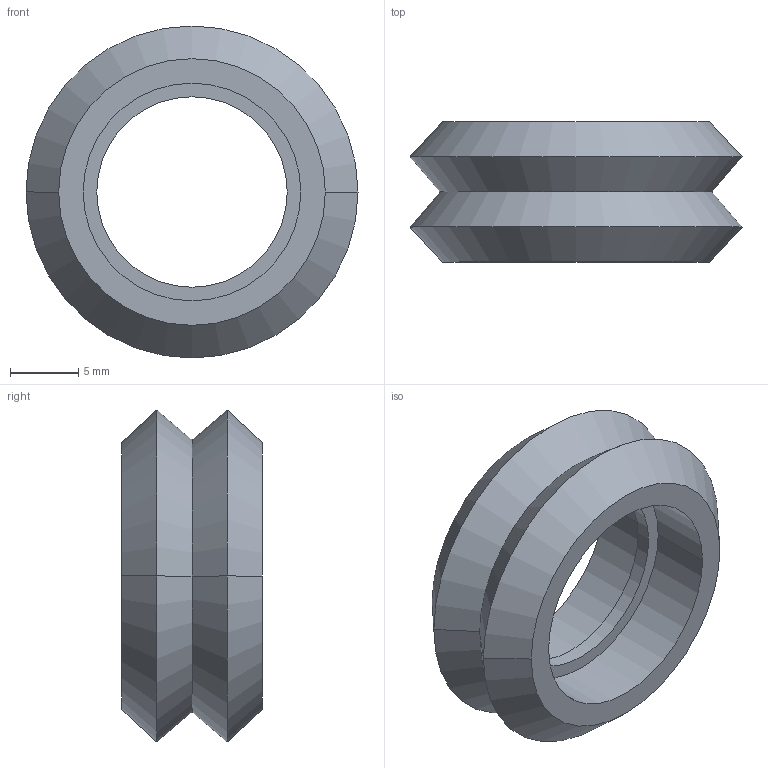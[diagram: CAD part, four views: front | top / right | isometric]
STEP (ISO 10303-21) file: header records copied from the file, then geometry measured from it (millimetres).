
FILE_DESCRIPTION (( 'STEP AP214' ), '1' );
FILE_NAME ('A175 Äâîéíîé ïëàñòèêîâûé óñèëåííûé ðîëèê äëÿ V-ïàçà.STEP', '2019-09-09T09:16:19', ( 'Windows User' ), ( '' ), 'SwSTEP 2.0', 'SolidWorks 2018', '' );
FILE_SCHEMA (( 'AUTOMOTIVE_DESIGN' ));
Length unit declared in the file: millimetre
Products named in the file (1): A175 Äâîéíîé ïëàñòèêîâûé óñèëåííûé ðîëèê äëÿ V-ïàçà
Bounding box: 24.39 x 10.3 x 24.39 mm (x, y, z)
Volume: 1946.2 mm3; surface area: 1764.1 mm2
Topology: 1 solids, 1 shells, 18 faces, 36 edges, 22 vertices
Faces by surface type: cone 8, cylinder 6, plane 4
Entity records: 512 total; most frequent: DIRECTION 96, CARTESIAN_POINT 77, ORIENTED_EDGE 72, AXIS2_PLACEMENT_3D 41, EDGE_CURVE 36, VERTEX_POINT 22, EDGE_LOOP 22, CIRCLE 22
